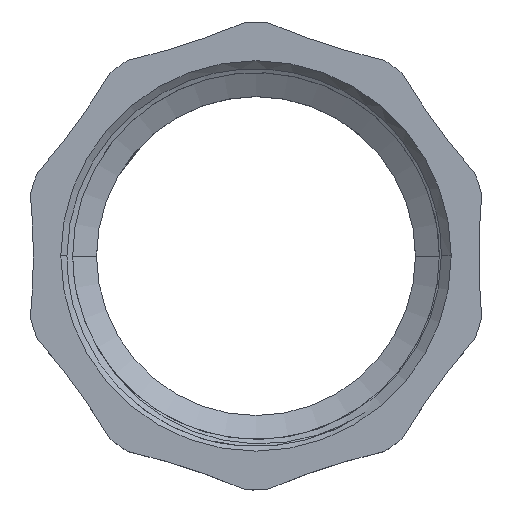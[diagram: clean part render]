
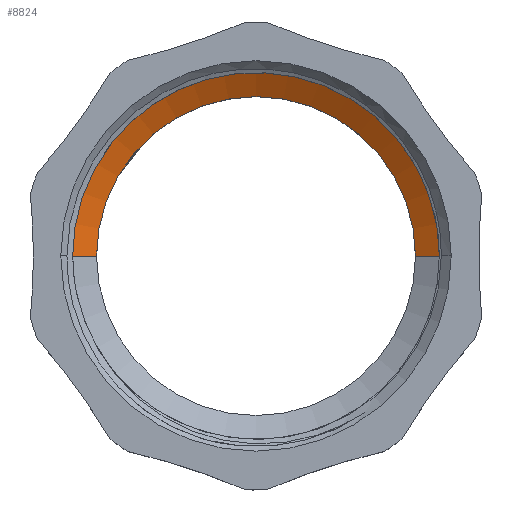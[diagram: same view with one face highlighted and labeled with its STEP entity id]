
A CAD part, top view. The second image highlights one B-rep face of the part: STEP entity #8824.
In plain terms, the highlighted conical face has half-angle 60 degrees and reference radius 12.85 mm.
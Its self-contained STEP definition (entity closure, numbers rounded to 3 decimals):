
#1389 = CARTESIAN_POINT ( 'NONE',  ( 0., 0., 0. ) ) ;
#1958 = DIRECTION ( 'NONE',  ( 0., 0., 1. ) ) ;
#1971 = ORIENTED_EDGE ( 'NONE', *, *, #20738, .F. ) ;
#2327 = VERTEX_POINT ( 'NONE', #11470 ) ;
#2737 = CIRCLE ( 'NONE', #8041, 12.85 ) ;
#3270 = CARTESIAN_POINT ( 'NONE',  ( -10.7, 0., -1.241 ) ) ;
#3432 = EDGE_LOOP ( 'NONE', ( #1971, #17423, #9454, #15793 ) ) ;
#3823 = FACE_OUTER_BOUND ( 'NONE', #3432, .T. ) ;
#5396 = EDGE_CURVE ( 'NONE', #16081, #2327, #2737, .T. ) ;
#5680 = CARTESIAN_POINT ( 'NONE',  ( 0., 0., 0. ) ) ;
#6115 = DIRECTION ( 'NONE',  ( 0.866, 0., 0.5 ) ) ;
#8041 = AXIS2_PLACEMENT_3D ( 'NONE', #1389, #20716, #13546 ) ;
#8824 = ADVANCED_FACE ( 'NONE', ( #3823 ), #14619, .F. ) ;
#9454 = ORIENTED_EDGE ( 'NONE', *, *, #14886, .T. ) ;
#10470 = CARTESIAN_POINT ( 'NONE',  ( -12.85, 0., 0. ) ) ;
#11110 = DIRECTION ( 'NONE',  ( 1., 0., 0. ) ) ;
#11470 = CARTESIAN_POINT ( 'NONE',  ( -12.85, 0., 0. ) ) ;
#11921 = CARTESIAN_POINT ( 'NONE',  ( 0., 0., -1.241 ) ) ;
#13546 = DIRECTION ( 'NONE',  ( 1., 0., 0. ) ) ;
#13777 = DIRECTION ( 'NONE',  ( 0., 0., -1. ) ) ;
#14310 = CARTESIAN_POINT ( 'NONE',  ( 12.85, 0., 0. ) ) ;
#14619 = CONICAL_SURFACE ( 'NONE', #18684, 12.85, 1.047 ) ;
#14677 = LINE ( 'NONE', #18375, #21757 ) ;
#14886 = EDGE_CURVE ( 'NONE', #21604, #16081, #14677, .T. ) ;
#15793 = ORIENTED_EDGE ( 'NONE', *, *, #5396, .T. ) ;
#16015 = LINE ( 'NONE', #10470, #22576 ) ;
#16081 = VERTEX_POINT ( 'NONE', #14310 ) ;
#17423 = ORIENTED_EDGE ( 'NONE', *, *, #20276, .T. ) ;
#17508 = CARTESIAN_POINT ( 'NONE',  ( 10.7, 0., -1.241 ) ) ;
#17760 = AXIS2_PLACEMENT_3D ( 'NONE', #11921, #13777, #18978 ) ;
#18375 = CARTESIAN_POINT ( 'NONE',  ( 12.85, 0., 0. ) ) ;
#18684 = AXIS2_PLACEMENT_3D ( 'NONE', #5680, #1958, #11110 ) ;
#18978 = DIRECTION ( 'NONE',  ( 1., 0., 0. ) ) ;
#19376 = DIRECTION ( 'NONE',  ( -0.866, 0., 0.5 ) ) ;
#20276 = EDGE_CURVE ( 'NONE', #22557, #21604, #21821, .T. ) ;
#20716 = DIRECTION ( 'NONE',  ( 0., 0., 1. ) ) ;
#20738 = EDGE_CURVE ( 'NONE', #22557, #2327, #16015, .T. ) ;
#21604 = VERTEX_POINT ( 'NONE', #17508 ) ;
#21757 = VECTOR ( 'NONE', #6115, 1000. ) ;
#21821 = CIRCLE ( 'NONE', #17760, 10.7 ) ;
#22557 = VERTEX_POINT ( 'NONE', #3270 ) ;
#22576 = VECTOR ( 'NONE', #19376, 1000. ) ;
